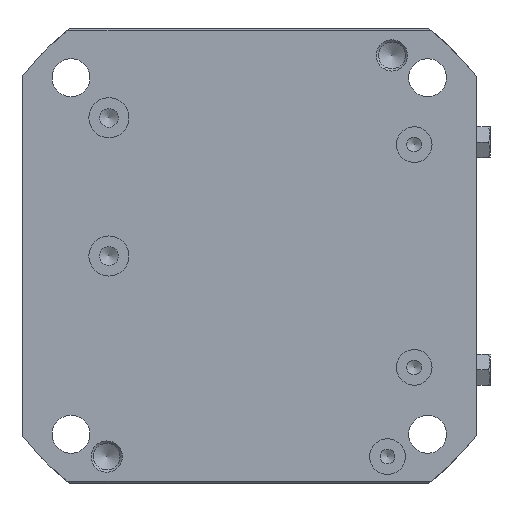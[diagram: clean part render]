
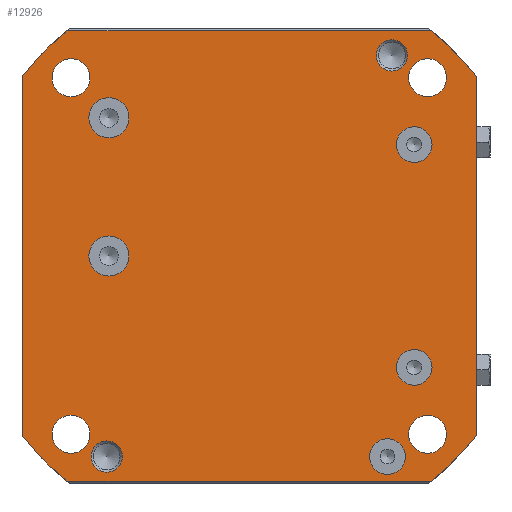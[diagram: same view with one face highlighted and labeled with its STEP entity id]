
A CAD part, front view. The second image highlights one B-rep face of the part: STEP entity #12926.
In plain terms, the highlighted planar face has unit normal (0, -1, 0).
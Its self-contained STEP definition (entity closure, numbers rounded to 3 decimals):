
#367=LINE('',#19202,#1816);
#412=LINE('',#19311,#1861);
#414=LINE('',#19317,#1863);
#415=LINE('',#19322,#1864);
#1816=VECTOR('',#15390,80.598);
#1861=VECTOR('',#15461,80.598);
#1863=VECTOR('',#15467,81.847);
#1864=VECTOR('',#15472,81.847);
#3424=PLANE('',#13939);
#3985=FACE_BOUND('',#4963,.T.);
#3986=FACE_BOUND('',#4964,.T.);
#3987=FACE_BOUND('',#4965,.T.);
#3988=FACE_BOUND('',#4966,.T.);
#3989=FACE_BOUND('',#4967,.T.);
#3990=FACE_BOUND('',#4968,.T.);
#3991=FACE_BOUND('',#4969,.T.);
#3992=FACE_BOUND('',#4970,.T.);
#3993=FACE_BOUND('',#4971,.T.);
#3994=FACE_BOUND('',#4972,.T.);
#3995=FACE_BOUND('',#4973,.T.);
#4194=FACE_OUTER_BOUND('',#4962,.T.);
#4962=EDGE_LOOP('',(#9544,#9545,#9546,#9547,#9548,#9549,#9550,#9551));
#4963=EDGE_LOOP('',(#9552));
#4964=EDGE_LOOP('',(#9553));
#4965=EDGE_LOOP('',(#9554));
#4966=EDGE_LOOP('',(#9555));
#4967=EDGE_LOOP('',(#9556));
#4968=EDGE_LOOP('',(#9557));
#4969=EDGE_LOOP('',(#9558));
#4970=EDGE_LOOP('',(#9559));
#4971=EDGE_LOOP('',(#9560));
#4972=EDGE_LOOP('',(#9561));
#4973=EDGE_LOOP('',(#9562));
#5675=CIRCLE('',#13867,3.5);
#5678=CIRCLE('',#13873,3.5);
#5691=CIRCLE('',#13899,4.);
#5693=CIRCLE('',#13902,4.);
#5695=CIRCLE('',#13905,4.5);
#5697=CIRCLE('',#13908,4.5);
#5699=CIRCLE('',#13911,4.);
#5700=CIRCLE('',#13913,4.25);
#5702=CIRCLE('',#13916,4.25);
#5704=CIRCLE('',#13919,4.25);
#5706=CIRCLE('',#13922,4.25);
#5720=CIRCLE('',#13940,65.);
#5721=CIRCLE('',#13941,65.);
#5722=CIRCLE('',#13942,65.);
#5723=CIRCLE('',#13943,65.);
#6022=VERTEX_POINT('',#19102);
#6025=VERTEX_POINT('',#19111);
#6038=VERTEX_POINT('',#19150);
#6040=VERTEX_POINT('',#19155);
#6042=VERTEX_POINT('',#19160);
#6044=VERTEX_POINT('',#19165);
#6046=VERTEX_POINT('',#19170);
#6047=VERTEX_POINT('',#19173);
#6049=VERTEX_POINT('',#19178);
#6051=VERTEX_POINT('',#19183);
#6053=VERTEX_POINT('',#19188);
#6058=VERTEX_POINT('',#19199);
#6059=VERTEX_POINT('',#19201);
#6109=VERTEX_POINT('',#19308);
#6110=VERTEX_POINT('',#19310);
#6111=VERTEX_POINT('',#19314);
#6112=VERTEX_POINT('',#19316);
#6113=VERTEX_POINT('',#19319);
#6114=VERTEX_POINT('',#19321);
#7362=EDGE_CURVE('',#6022,#6022,#5675,.T.);
#7365=EDGE_CURVE('',#6025,#6025,#5678,.T.);
#7378=EDGE_CURVE('',#6038,#6038,#5691,.T.);
#7380=EDGE_CURVE('',#6040,#6040,#5693,.T.);
#7382=EDGE_CURVE('',#6042,#6042,#5695,.T.);
#7384=EDGE_CURVE('',#6044,#6044,#5697,.T.);
#7386=EDGE_CURVE('',#6046,#6046,#5699,.T.);
#7387=EDGE_CURVE('',#6047,#6047,#5700,.T.);
#7389=EDGE_CURVE('',#6049,#6049,#5702,.T.);
#7391=EDGE_CURVE('',#6051,#6051,#5704,.T.);
#7393=EDGE_CURVE('',#6053,#6053,#5706,.T.);
#7398=EDGE_CURVE('',#6058,#6059,#367,.T.);
#7455=EDGE_CURVE('',#6110,#6109,#412,.T.);
#7457=EDGE_CURVE('',#6058,#6111,#5720,.T.);
#7458=EDGE_CURVE('',#6111,#6112,#414,.T.);
#7459=EDGE_CURVE('',#6112,#6110,#5721,.T.);
#7460=EDGE_CURVE('',#6109,#6113,#5722,.T.);
#7461=EDGE_CURVE('',#6114,#6113,#415,.T.);
#7462=EDGE_CURVE('',#6114,#6059,#5723,.T.);
#9544=ORIENTED_EDGE('',*,*,#7457,.T.);
#9545=ORIENTED_EDGE('',*,*,#7458,.T.);
#9546=ORIENTED_EDGE('',*,*,#7459,.T.);
#9547=ORIENTED_EDGE('',*,*,#7455,.T.);
#9548=ORIENTED_EDGE('',*,*,#7460,.T.);
#9549=ORIENTED_EDGE('',*,*,#7461,.F.);
#9550=ORIENTED_EDGE('',*,*,#7462,.T.);
#9551=ORIENTED_EDGE('',*,*,#7398,.F.);
#9552=ORIENTED_EDGE('',*,*,#7362,.F.);
#9553=ORIENTED_EDGE('',*,*,#7393,.T.);
#9554=ORIENTED_EDGE('',*,*,#7391,.T.);
#9555=ORIENTED_EDGE('',*,*,#7389,.T.);
#9556=ORIENTED_EDGE('',*,*,#7387,.T.);
#9557=ORIENTED_EDGE('',*,*,#7386,.F.);
#9558=ORIENTED_EDGE('',*,*,#7384,.F.);
#9559=ORIENTED_EDGE('',*,*,#7382,.F.);
#9560=ORIENTED_EDGE('',*,*,#7380,.F.);
#9561=ORIENTED_EDGE('',*,*,#7378,.F.);
#9562=ORIENTED_EDGE('',*,*,#7365,.F.);
#12926=ADVANCED_FACE('',(#4194,#3985,#3986,#3987,#3988,#3989,#3990,#3991,
#3992,#3993,#3994,#3995),#3424,.F.);
#13867=AXIS2_PLACEMENT_3D('',#19103,#15269,#15270);
#13873=AXIS2_PLACEMENT_3D('',#19112,#15281,#15282);
#13899=AXIS2_PLACEMENT_3D('',#19151,#15333,#15334);
#13902=AXIS2_PLACEMENT_3D('',#19156,#15339,#15340);
#13905=AXIS2_PLACEMENT_3D('',#19161,#15345,#15346);
#13908=AXIS2_PLACEMENT_3D('',#19166,#15351,#15352);
#13911=AXIS2_PLACEMENT_3D('',#19171,#15357,#15358);
#13913=AXIS2_PLACEMENT_3D('',#19174,#15361,#15362);
#13916=AXIS2_PLACEMENT_3D('',#19179,#15367,#15368);
#13919=AXIS2_PLACEMENT_3D('',#19184,#15373,#15374);
#13922=AXIS2_PLACEMENT_3D('',#19189,#15379,#15380);
#13939=AXIS2_PLACEMENT_3D('',#19313,#15463,#15464);
#13940=AXIS2_PLACEMENT_3D('',#19315,#15465,#15466);
#13941=AXIS2_PLACEMENT_3D('',#19318,#15468,#15469);
#13942=AXIS2_PLACEMENT_3D('',#19320,#15470,#15471);
#13943=AXIS2_PLACEMENT_3D('',#19323,#15473,#15474);
#15269=DIRECTION('center_axis',(0.,-1.,0.));
#15270=DIRECTION('ref_axis',(0.,0.,-1.));
#15281=DIRECTION('center_axis',(0.,-1.,0.));
#15282=DIRECTION('ref_axis',(0.,0.,-1.));
#15333=DIRECTION('center_axis',(0.,-1.,0.));
#15334=DIRECTION('ref_axis',(0.,0.,-1.));
#15339=DIRECTION('center_axis',(0.,-1.,0.));
#15340=DIRECTION('ref_axis',(0.,0.,-1.));
#15345=DIRECTION('center_axis',(0.,-1.,0.));
#15346=DIRECTION('ref_axis',(0.,0.,-1.));
#15351=DIRECTION('center_axis',(0.,-1.,0.));
#15352=DIRECTION('ref_axis',(0.,0.,-1.));
#15357=DIRECTION('center_axis',(0.,-1.,0.));
#15358=DIRECTION('ref_axis',(0.,0.,-1.));
#15361=DIRECTION('center_axis',(0.,1.,0.));
#15362=DIRECTION('ref_axis',(0.,0.,1.));
#15367=DIRECTION('center_axis',(0.,1.,0.));
#15368=DIRECTION('ref_axis',(0.,0.,1.));
#15373=DIRECTION('center_axis',(0.,1.,0.));
#15374=DIRECTION('ref_axis',(0.,0.,1.));
#15379=DIRECTION('center_axis',(0.,1.,0.));
#15380=DIRECTION('ref_axis',(0.,0.,1.));
#15390=DIRECTION('',(0.,0.,-1.));
#15461=DIRECTION('',(0.,0.,-1.));
#15463=DIRECTION('center_axis',(0.,1.,0.));
#15464=DIRECTION('ref_axis',(0.,0.,1.));
#15465=DIRECTION('center_axis',(0.,-1.,0.));
#15466=DIRECTION('ref_axis',(0.,0.,-1.));
#15467=DIRECTION('',(-1.,0.,0.));
#15468=DIRECTION('center_axis',(0.,-1.,0.));
#15469=DIRECTION('ref_axis',(0.,0.,-1.));
#15470=DIRECTION('center_axis',(0.,-1.,0.));
#15471=DIRECTION('ref_axis',(0.,0.,-1.));
#15472=DIRECTION('',(-1.,0.,0.));
#15473=DIRECTION('center_axis',(0.,-1.,0.));
#15474=DIRECTION('ref_axis',(0.,0.,-1.));
#19102=CARTESIAN_POINT('',(32.,0.,41.5));
#19103=CARTESIAN_POINT('Origin',(32.,0.,45.));
#19111=CARTESIAN_POINT('',(-32.,0.,-48.5));
#19112=CARTESIAN_POINT('Origin',(-32.,0.,-45.));
#19150=CARTESIAN_POINT('',(37.,0.,21.));
#19151=CARTESIAN_POINT('Origin',(37.,0.,25.));
#19155=CARTESIAN_POINT('',(37.,0.,-29.));
#19156=CARTESIAN_POINT('Origin',(37.,0.,-25.));
#19160=CARTESIAN_POINT('',(-31.5,0.,-4.5));
#19161=CARTESIAN_POINT('Origin',(-31.5,0.,0.));
#19165=CARTESIAN_POINT('',(-31.5,0.,26.5));
#19166=CARTESIAN_POINT('Origin',(-31.5,0.,31.));
#19170=CARTESIAN_POINT('',(31.,0.,-49.));
#19171=CARTESIAN_POINT('Origin',(31.,0.,-45.));
#19173=CARTESIAN_POINT('',(-40.,0.,44.25));
#19174=CARTESIAN_POINT('Origin',(-40.,0.,40.));
#19178=CARTESIAN_POINT('',(40.,0.,44.25));
#19179=CARTESIAN_POINT('Origin',(40.,0.,40.));
#19183=CARTESIAN_POINT('',(40.,0.,-35.75));
#19184=CARTESIAN_POINT('Origin',(40.,0.,-40.));
#19188=CARTESIAN_POINT('',(-40.,0.,-35.75));
#19189=CARTESIAN_POINT('Origin',(-40.,0.,-40.));
#19199=CARTESIAN_POINT('',(51.,0.,40.299));
#19201=CARTESIAN_POINT('',(51.,0.,-40.299));
#19202=CARTESIAN_POINT('',(51.,0.,40.299));
#19308=CARTESIAN_POINT('',(-51.,0.,-40.299));
#19310=CARTESIAN_POINT('',(-51.,0.,40.299));
#19311=CARTESIAN_POINT('',(-51.,0.,40.299));
#19313=CARTESIAN_POINT('Origin',(51.,0.,50.5));
#19314=CARTESIAN_POINT('',(40.924,0.,50.5));
#19315=CARTESIAN_POINT('Origin',(0.,0.,0.));
#19316=CARTESIAN_POINT('',(-40.924,0.,50.5));
#19317=CARTESIAN_POINT('',(40.924,0.,50.5));
#19318=CARTESIAN_POINT('Origin',(0.,0.,0.));
#19319=CARTESIAN_POINT('',(-40.924,0.,-50.5));
#19320=CARTESIAN_POINT('Origin',(0.,0.,0.));
#19321=CARTESIAN_POINT('',(40.924,0.,-50.5));
#19322=CARTESIAN_POINT('',(40.924,0.,-50.5));
#19323=CARTESIAN_POINT('Origin',(0.,0.,0.));
